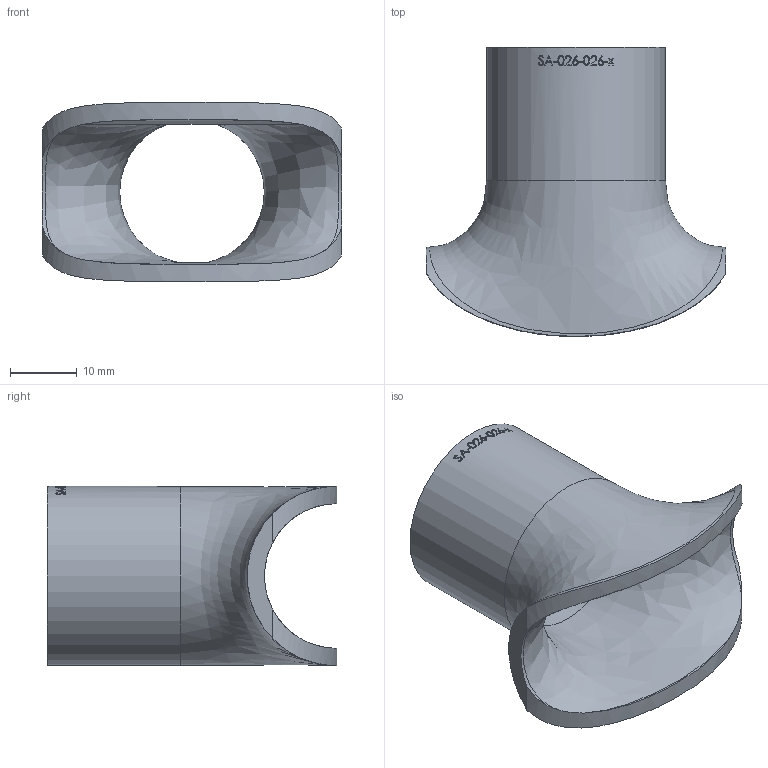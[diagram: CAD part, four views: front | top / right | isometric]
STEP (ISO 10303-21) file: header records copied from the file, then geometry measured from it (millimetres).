
FILE_DESCRIPTION (( 'STEP AP214' ), '1' );
FILE_NAME ('SA-026-026-x Sattelstutzen 1912.STEP', '2019-12-05T12:50:25', ( '' ), ( '' ), 'SwSTEP 2.0', 'SolidWorks 2016', '' );
FILE_SCHEMA (( 'AUTOMOTIVE_DESIGN' ));
Length unit declared in the file: millimetre
Products named in the file (1): SA-026-026-x Sattelstutzen 1912
Bounding box: 45 x 43.45 x 26.9 mm (x, y, z)
Volume: 9162.8 mm3; surface area: 7645.4 mm2
Topology: 1 solids, 1 shells, 150 faces, 396 edges, 264 vertices
Faces by surface type: bspline 93, plane 32, cylinder 25
Full cylindrical faces by diameter (mm): 21.7 x1, 26.9 x1
Entity records: 20156 total; most frequent: CARTESIAN_POINT 15864, ORIENTED_EDGE 768, EDGE_CURVE 384, B_SPLINE_CURVE_WITH_KNOTS 299, VERTEX_POINT 258, DIRECTION 248, EDGE_LOOP 172, FACE_OUTER_BOUND 153
